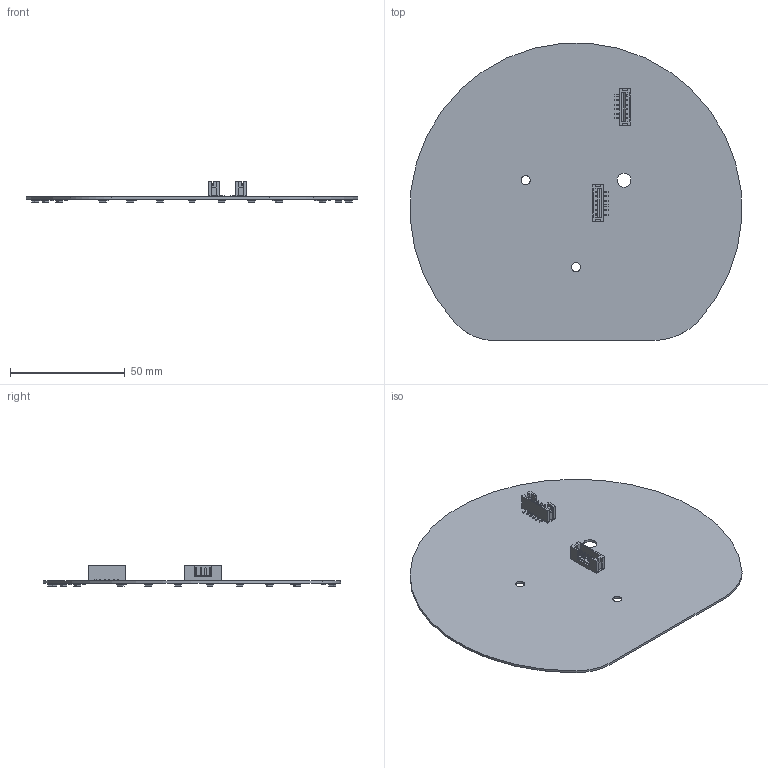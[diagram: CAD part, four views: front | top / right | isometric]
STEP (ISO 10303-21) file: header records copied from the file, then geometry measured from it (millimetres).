
FILE_DESCRIPTION(('KiCad electronic assembly'),'2;1');
FILE_NAME('BUCKY_LIGHT.step','2023-01-21T00:26:58',('Pcbnew'),('Kicad'), 'Open CASCADE STEP processor 7.5','KiCad to STEP converter','Unknown' );
FILE_SCHEMA(('AUTOMOTIVE_DESIGN { 1 0 10303 214 1 1 1 1 }'));
Length unit declared in the file: millimetre
Products named in the file (10): BUCKY_LIGHT 1; B6B-PH-SM4-TB; SOLID; ALS-PT19-315C_L177_TR8; COMPOUND; clm3; BUCKY_LIGHT PCB
Assembly tree (64 placements, depth 3):
  BUCKY_LIGHT 1
    B6B-PH-SM4-TB  x2
      SOLID
    ALS-PT19-315C_L177_TR8  x28
      COMPOUND
    clm3  x28
      SOLID
      SOLID
      SOLID
    BUCKY_LIGHT PCB
Bounding box: 144.74 x 129.73 x 9.1 mm (x, y, z)
Volume: 16318.8 mm3; surface area: 34262.4 mm2
Topology: 227 solids, 227 shells, 3333 faces, 8261 edges, 5366 vertices
Faces by surface type: bspline 3324, cylinder 6, plane 3
Full cylindrical faces by diameter (mm): 4 x2, 6 x1
Entity records: 16154 total; most frequent: CARTESIAN_POINT 5522, B_SPLINE_CURVE_WITH_KNOTS 1821, ORIENTED_EDGE 1288, PCURVE 1288, DEFINITIONAL_REPRESENTATION 1288, EDGE_CURVE 644, SURFACE_CURVE 641, VERTEX_POINT 415
